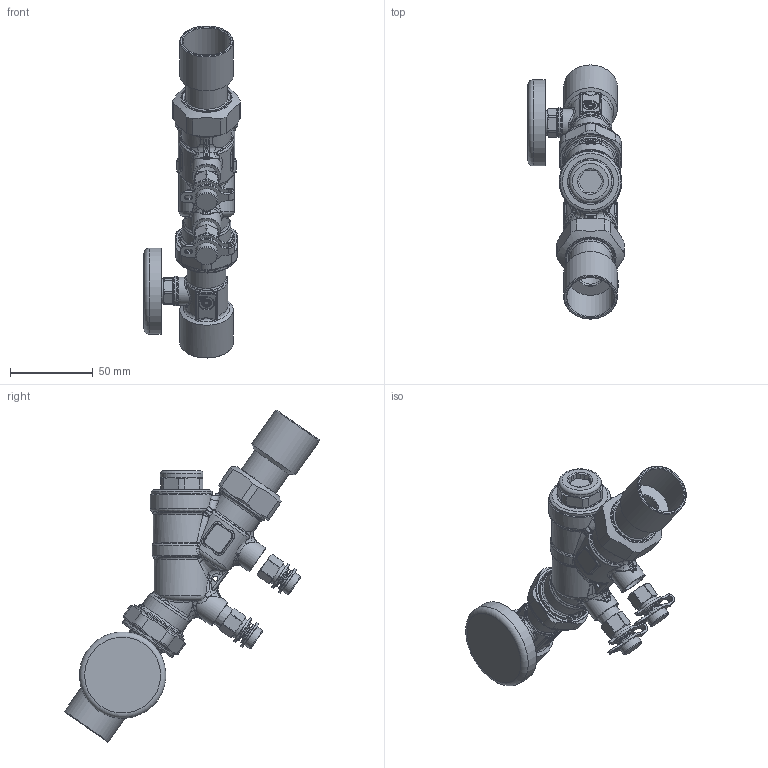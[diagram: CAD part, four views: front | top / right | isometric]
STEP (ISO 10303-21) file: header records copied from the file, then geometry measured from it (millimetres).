
FILE_DESCRIPTION(/* description */ (''),/* implementation_level */ '2;1');
FILE_NAME(/* name */ '128468AFC.stp',/* time_stamp */ '2025-07-21T09:17:32-05:00',/* author */ ('ischreiner'),/* organization */ (''),/* preprocessor_version */ 'ST-DEVELOPER v20',/* originating_system */ 'Autodesk Inventor 2025',/* authorisation */ '');
FILE_SCHEMA (('AUTOMOTIVE_DESIGN { 1 0 10303 214 3 1 1 }'));
Length unit declared in the file: inch
Products named in the file (5):  128468AFC; F0001774 - TST; F61008 - 1 inch union nut; F0015064 TP 1 SWT for check; NA10058_Simplify_1
Assembly tree (4 placements, depth 2):
   128468AFC
    F0001774 - TST
    F61008 - 1 inch union nut
    F0015064 TP 1 SWT for check
    NA10058_Simplify_1
Bounding box: 58.22 x 154.24 x 201.1 mm (x, y, z)
Volume: 219818.6 mm3; surface area: 61491.5 mm2
Topology: 9 solids, 10 shells, 1589 faces, 3780 edges, 2179 vertices
Faces by surface type: bspline 837, cylinder 318, plane 198, cone 113, torus 81, sphere 42
Full cylindrical faces by diameter (mm): 3 x1, 8 x2, 9.017 x1, 11.176 x1, 11.227 x1, 11.5 x2, 12 x4, 12.2 x2, 12.954 x1, 13.5 x6, 13.6 x1, 13.9 x2, 15 x1, 15.24 x1, 15.875 x1, 17 x1, 17.5 x2, 18 x2, 20.1 x2, 20.6 x2, 22 x1, 23.5 x1, 24 x2, 25.5 x1, 25.8 x1, 26.924 x1, 27.7 x1, 28.4 x1, 28.7 x2, 29.5 x1
Entity records: 191510 total; most frequent: CARTESIAN_POINT 158455, ORIENTED_EDGE 7414, DIRECTION 5063, EDGE_CURVE 3707, AXIS2_PLACEMENT_3D 2193, VERTEX_POINT 2179, EDGE_LOOP 1652, FACE_OUTER_BOUND 1589
